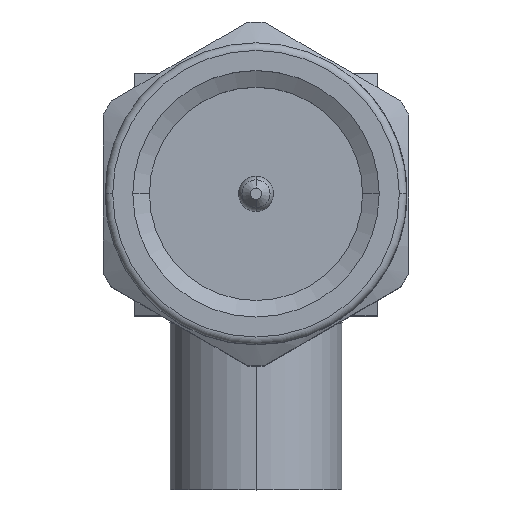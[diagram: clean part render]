
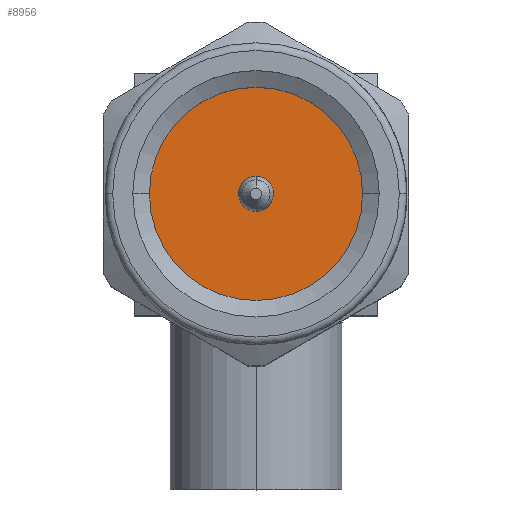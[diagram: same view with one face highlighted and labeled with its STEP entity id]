
A CAD part, top view. The second image highlights one B-rep face of the part: STEP entity #8956.
In plain terms, the highlighted planar face has unit normal (0, 0, 1).
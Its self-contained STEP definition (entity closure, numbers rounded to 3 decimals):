
#847 = CIRCLE ( 'NONE', #8977, 0.46 ) ;
#2041 = DIRECTION ( 'NONE',  ( -1., 0., 0. ) ) ;
#2322 = CIRCLE ( 'NONE', #11718, 2.79 ) ;
#2846 = ORIENTED_EDGE ( 'NONE', *, *, #16628, .F. ) ;
#3141 = CARTESIAN_POINT ( 'NONE',  ( 0., 0., 0.25 ) ) ;
#3510 = AXIS2_PLACEMENT_3D ( 'NONE', #3141, #14698, #4802 ) ;
#3897 = FACE_OUTER_BOUND ( 'NONE', #13513, .T. ) ;
#3899 = CARTESIAN_POINT ( 'NONE',  ( 0., -0.46, 0.25 ) ) ;
#4802 = DIRECTION ( 'NONE',  ( -1., 0., 0. ) ) ;
#5367 = CARTESIAN_POINT ( 'NONE',  ( 0., 0., 0.25 ) ) ;
#5949 = AXIS2_PLACEMENT_3D ( 'NONE', #7449, #18970, #9121 ) ;
#7356 = CARTESIAN_POINT ( 'NONE',  ( 0., 0., 0.25 ) ) ;
#7449 = CARTESIAN_POINT ( 'NONE',  ( 0., 0., 0.25 ) ) ;
#8298 = FACE_BOUND ( 'NONE', #20426, .T. ) ;
#8715 = CARTESIAN_POINT ( 'NONE',  ( -2.79, 0., 0.25 ) ) ;
#8889 = ORIENTED_EDGE ( 'NONE', *, *, #18351, .T. ) ;
#8934 = CARTESIAN_POINT ( 'NONE',  ( 0., 0., 0.25 ) ) ;
#8956 = ADVANCED_FACE ( 'NONE', ( #8298, #3897 ), #18503, .F. ) ;
#8977 = AXIS2_PLACEMENT_3D ( 'NONE', #8934, #20471, #10551 ) ;
#9001 = VERTEX_POINT ( 'NONE', #8715 ) ;
#9028 = DIRECTION ( 'NONE',  ( -1., 0., 0. ) ) ;
#9121 = DIRECTION ( 'NONE',  ( -1., 0., 0. ) ) ;
#10304 = CARTESIAN_POINT ( 'NONE',  ( 0., 0.46, 0.25 ) ) ;
#10551 = DIRECTION ( 'NONE',  ( -1., 0., 0. ) ) ;
#10663 = VERTEX_POINT ( 'NONE', #10304 ) ;
#11718 = AXIS2_PLACEMENT_3D ( 'NONE', #7356, #18890, #9028 ) ;
#13507 = ORIENTED_EDGE ( 'NONE', *, *, #17215, .T. ) ;
#13513 = EDGE_LOOP ( 'NONE', ( #13507, #8889 ) ) ;
#14040 = CIRCLE ( 'NONE', #3510, 0.46 ) ;
#14698 = DIRECTION ( 'NONE',  ( 0., 0., 1. ) ) ;
#14737 = VERTEX_POINT ( 'NONE', #17514 ) ;
#16037 = ORIENTED_EDGE ( 'NONE', *, *, #19747, .F. ) ;
#16628 = EDGE_CURVE ( 'NONE', #10663, #19452, #847, .T. ) ;
#17215 = EDGE_CURVE ( 'NONE', #14737, #9001, #2322, .T. ) ;
#17514 = CARTESIAN_POINT ( 'NONE',  ( 2.79, 0., 0.25 ) ) ;
#18351 = EDGE_CURVE ( 'NONE', #9001, #14737, #21103, .T. ) ;
#18479 = AXIS2_PLACEMENT_3D ( 'NONE', #5367, #20185, #2041 ) ;
#18503 = PLANE ( 'NONE',  #18479 ) ;
#18890 = DIRECTION ( 'NONE',  ( 0., 0., 1. ) ) ;
#18970 = DIRECTION ( 'NONE',  ( 0., 0., 1. ) ) ;
#19452 = VERTEX_POINT ( 'NONE', #3899 ) ;
#19747 = EDGE_CURVE ( 'NONE', #19452, #10663, #14040, .T. ) ;
#20185 = DIRECTION ( 'NONE',  ( 0., 0., -1. ) ) ;
#20426 = EDGE_LOOP ( 'NONE', ( #16037, #2846 ) ) ;
#20471 = DIRECTION ( 'NONE',  ( 0., 0., 1. ) ) ;
#21103 = CIRCLE ( 'NONE', #5949, 2.79 ) ;
